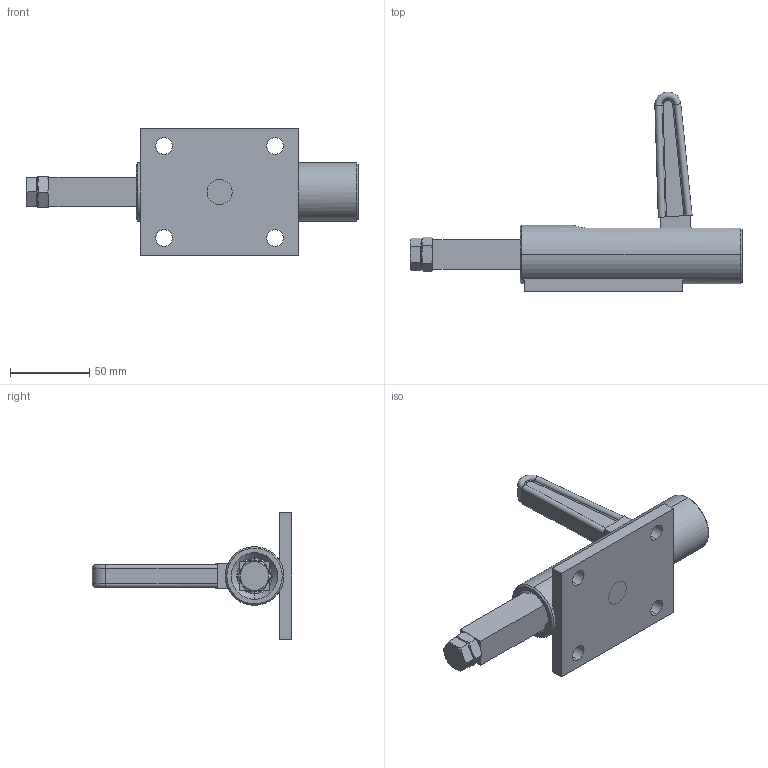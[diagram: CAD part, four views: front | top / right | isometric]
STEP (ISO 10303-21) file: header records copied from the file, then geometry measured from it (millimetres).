
FILE_DESCRIPTION (( 'STEP AP214' ), '1' );
FILE_NAME ('GH-30510M(Â²¤Æ).STEP', '2020-06-29T08:34:53', ( 'LinWei' ), ( '' ), 'SwSTEP 2.0', 'SolidWorks 2016', '' );
FILE_SCHEMA (( 'AUTOMOTIVE_DESIGN' ));
Length unit declared in the file: millimetre
Products named in the file (6): 430510MB05-2^GH-30510M(簡化); Group6^GH-30510M(簡化); Group5^GH-30510M(簡化); Group3^GH-30510M(簡化); Group2^GH-30510M(簡化); GH-30510M(簡化)
Assembly tree (5 placements, depth 2):
  GH-30510M(簡化)
    Group2^GH-30510M(簡化)
    Group3^GH-30510M(簡化)
    Group5^GH-30510M(簡化)
    Group6^GH-30510M(簡化)
    430510MB05-2^GH-30510M(簡化)
Bounding box: 209.41 x 125.9 x 80 mm (x, y, z)
Volume: 211921.8 mm3; surface area: 73161.7 mm2
Topology: 5 solids, 5 shells, 174 faces, 435 edges, 273 vertices
Faces by surface type: plane 80, cylinder 58, cone 32, torus 4
Entity records: 6534 total; most frequent: CARTESIAN_POINT 1368, DIRECTION 884, ORIENTED_EDGE 870, EDGE_CURVE 435, AXIS2_PLACEMENT_3D 333, VERTEX_POINT 273, VECTOR 218, LINE 218
